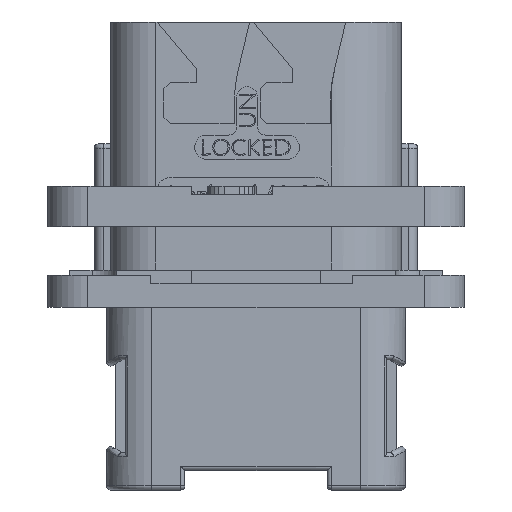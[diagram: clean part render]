
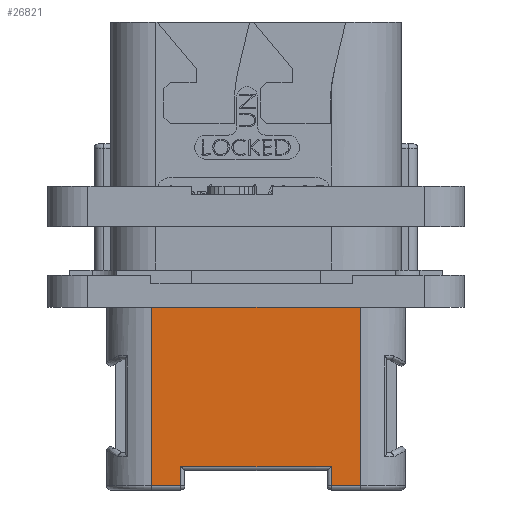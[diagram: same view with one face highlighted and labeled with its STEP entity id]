
A CAD part, left-side view. The second image highlights one B-rep face of the part: STEP entity #26821.
In plain terms, the highlighted planar face has unit normal (-1, 0, 0).
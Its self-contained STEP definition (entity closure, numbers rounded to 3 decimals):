
#3088=DIRECTION('',(0.,1.,0.));
#3089=VECTOR('',#3088,12.9);
#3090=CARTESIAN_POINT('',(-9.25,-6.45,0.));
#3091=LINE('',#3090,#3089);
#3352=DIRECTION('',(0.,1.,0.));
#3353=VECTOR('',#3352,9.294);
#3354=CARTESIAN_POINT('',(-9.25,-4.647,-9.85));
#3355=LINE('',#3354,#3353);
#3356=DIRECTION('',(0.,1.,0.));
#3357=VECTOR('',#3356,1.803);
#3358=CARTESIAN_POINT('',(-9.25,4.647,-11.05));
#3359=LINE('',#3358,#3357);
#3360=DIRECTION('',(0.,0.,1.));
#3361=VECTOR('',#3360,11.05);
#3362=CARTESIAN_POINT('',(-9.25,6.45,-11.05));
#3363=LINE('',#3362,#3361);
#3364=DIRECTION('',(0.,0.,1.));
#3365=VECTOR('',#3364,11.05);
#3366=CARTESIAN_POINT('',(-9.25,-6.45,-11.05));
#3367=LINE('',#3366,#3365);
#3368=DIRECTION('',(0.,1.,0.));
#3369=VECTOR('',#3368,1.803);
#3370=CARTESIAN_POINT('',(-9.25,-6.45,-11.05));
#3371=LINE('',#3370,#3369);
#3397=DIRECTION('',(0.,0.,-1.));
#3398=VECTOR('',#3397,1.2);
#3399=CARTESIAN_POINT('',(-9.25,-4.647,-9.85));
#3400=LINE('',#3399,#3398);
#8324=DIRECTION('',(0.,0.,1.));
#8325=VECTOR('',#8324,1.2);
#8326=CARTESIAN_POINT('',(-9.25,4.647,-11.05));
#8327=LINE('',#8326,#8325);
#20665=CARTESIAN_POINT('',(-9.25,-6.45,0.));
#20666=CARTESIAN_POINT('',(-9.25,6.45,0.));
#20667=VERTEX_POINT('',#20665);
#20668=VERTEX_POINT('',#20666);
#20765=CARTESIAN_POINT('',(-9.25,-6.45,-11.05));
#20766=VERTEX_POINT('',#20765);
#20769=CARTESIAN_POINT('',(-9.25,-4.647,-11.05));
#20770=VERTEX_POINT('',#20769);
#20786=CARTESIAN_POINT('',(-9.25,4.647,-11.05));
#20788=VERTEX_POINT('',#20786);
#20791=CARTESIAN_POINT('',(-9.25,6.45,-11.05));
#20792=VERTEX_POINT('',#20791);
#21220=CARTESIAN_POINT('',(-9.25,-4.647,-9.85));
#21221=CARTESIAN_POINT('',(-9.25,4.647,-9.85));
#21222=VERTEX_POINT('',#21220);
#21223=VERTEX_POINT('',#21221);
#26799=CARTESIAN_POINT('',(-9.25,-9.25,0.));
#26800=DIRECTION('',(-1.,0.,0.));
#26801=DIRECTION('',(0.,1.,0.));
#26802=AXIS2_PLACEMENT_3D('',#26799,#26800,#26801);
#26803=PLANE('',#26802);
#26805=ORIENTED_EDGE('',*,*,#26804,.T.);
#26807=ORIENTED_EDGE('',*,*,#26806,.F.);
#26809=ORIENTED_EDGE('',*,*,#26808,.T.);
#26811=ORIENTED_EDGE('',*,*,#26810,.T.);
#26812=ORIENTED_EDGE('',*,*,#26227,.F.);
#26814=ORIENTED_EDGE('',*,*,#26813,.F.);
#26816=ORIENTED_EDGE('',*,*,#26815,.T.);
#26818=ORIENTED_EDGE('',*,*,#26817,.F.);
#26819=EDGE_LOOP('',(#26805,#26807,#26809,#26811,#26812,#26814,#26816,#26818));
#26820=FACE_OUTER_BOUND('',#26819,.F.);
#26821=ADVANCED_FACE('',(#26820),#26803,.T.);
#26227=EDGE_CURVE('',#20667,#20668,#3091,.T.);
#26804=EDGE_CURVE('',#21222,#21223,#3355,.T.);
#26806=EDGE_CURVE('',#20788,#21223,#8327,.T.);
#26808=EDGE_CURVE('',#20788,#20792,#3359,.T.);
#26810=EDGE_CURVE('',#20792,#20668,#3363,.T.);
#26813=EDGE_CURVE('',#20766,#20667,#3367,.T.);
#26815=EDGE_CURVE('',#20766,#20770,#3371,.T.);
#26817=EDGE_CURVE('',#21222,#20770,#3400,.T.);
